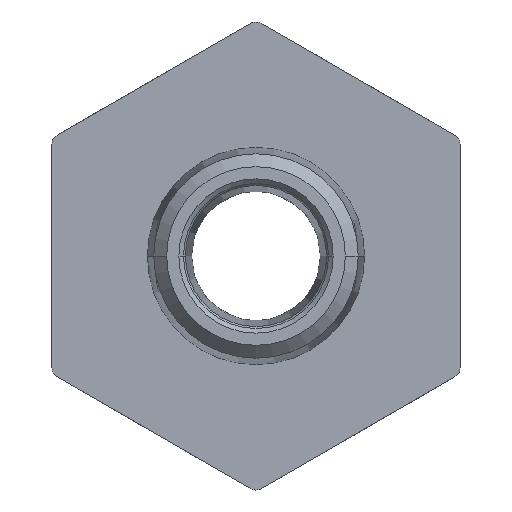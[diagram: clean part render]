
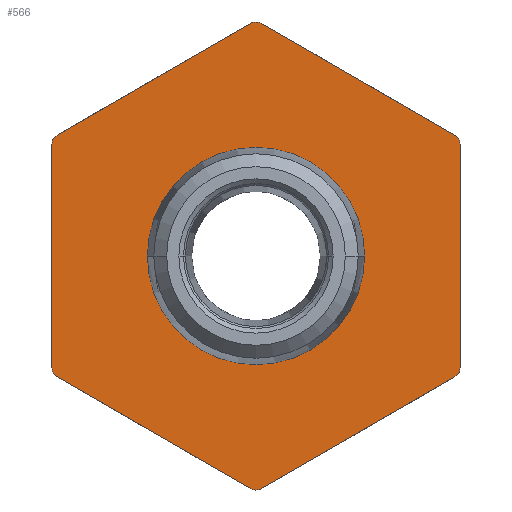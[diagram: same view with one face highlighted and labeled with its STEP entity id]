
A CAD part, front view. The second image highlights one B-rep face of the part: STEP entity #566.
In plain terms, the highlighted planar face has unit normal (0, -1, 0).
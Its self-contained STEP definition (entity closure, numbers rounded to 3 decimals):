
#566=ADVANCED_FACE('',(#1201,#1202),#1203,.F.);
#1201=FACE_OUTER_BOUND('',#2321,.T.);
#1202=FACE_BOUND('',#2322,.T.);
#1203=PLANE('',#2323);
#2321=EDGE_LOOP('',(#4173,#4174,#4175,#4176,#4177,#4178,#4179,#4180,#4181,#4182,#4183,#4184));
#2322=EDGE_LOOP('',(#4185,#4186));
#2323=AXIS2_PLACEMENT_3D('',#4187,#4188,#4189);
#4173=ORIENTED_EDGE('',*,*,#5287,.T.);
#4174=ORIENTED_EDGE('',*,*,#5375,.F.);
#4175=ORIENTED_EDGE('',*,*,#5498,.T.);
#4176=ORIENTED_EDGE('',*,*,#5499,.F.);
#4177=ORIENTED_EDGE('',*,*,#5500,.T.);
#4178=ORIENTED_EDGE('',*,*,#5090,.F.);
#4179=ORIENTED_EDGE('',*,*,#5410,.T.);
#4180=ORIENTED_EDGE('',*,*,#5428,.F.);
#4181=ORIENTED_EDGE('',*,*,#5242,.T.);
#4182=ORIENTED_EDGE('',*,*,#5210,.F.);
#4183=ORIENTED_EDGE('',*,*,#5049,.T.);
#4184=ORIENTED_EDGE('',*,*,#5342,.F.);
#4185=ORIENTED_EDGE('',*,*,#5501,.F.);
#4186=ORIENTED_EDGE('',*,*,#5502,.F.);
#4187=CARTESIAN_POINT('',(0.0,0.0,0.0));
#4188=DIRECTION('',(0.0,1.0,0.0));
#4189=DIRECTION('',(1.0,0.0,-0.0));
#5049=EDGE_CURVE('',#6077,#6075,#6078,.T.);
#5090=EDGE_CURVE('',#6143,#6145,#6146,.T.);
#5210=EDGE_CURVE('',#6077,#6331,#6332,.T.);
#5242=EDGE_CURVE('',#6377,#6331,#6378,.T.);
#5287=EDGE_CURVE('',#6439,#6437,#6440,.T.);
#5342=EDGE_CURVE('',#6439,#6075,#6520,.T.);
#5375=EDGE_CURVE('',#6562,#6437,#6564,.T.);
#5410=EDGE_CURVE('',#6143,#6610,#6612,.T.);
#5428=EDGE_CURVE('',#6377,#6610,#6634,.T.);
#5498=EDGE_CURVE('',#6562,#6718,#6719,.T.);
#5499=EDGE_CURVE('',#6720,#6718,#6721,.T.);
#5500=EDGE_CURVE('',#6720,#6145,#6722,.T.);
#5501=EDGE_CURVE('',#6723,#6724,#6725,.T.);
#5502=EDGE_CURVE('',#6724,#6723,#6726,.T.);
#6075=VERTEX_POINT('',#7700);
#6077=VERTEX_POINT('',#7703);
#6078=CIRCLE('',#7704,0.5);
#6143=VERTEX_POINT('',#7838);
#6145=VERTEX_POINT('',#7841);
#6146=LINE('',#7842,#7843);
#6331=VERTEX_POINT('',#8205);
#6332=LINE('',#8206,#8207);
#6377=VERTEX_POINT('',#8326);
#6378=CIRCLE('',#8327,0.5);
#6437=VERTEX_POINT('',#8436);
#6439=VERTEX_POINT('',#8439);
#6440=CIRCLE('',#8440,0.5);
#6520=LINE('',#8556,#8557);
#6562=VERTEX_POINT('',#8613);
#6564=LINE('',#8616,#8617);
#6610=VERTEX_POINT('',#8689);
#6612=CIRCLE('',#8692,0.5);
#6634=LINE('',#8724,#8725);
#6718=VERTEX_POINT('',#8855);
#6719=CIRCLE('',#8856,0.5);
#6720=VERTEX_POINT('',#8857);
#6721=LINE('',#8858,#8859);
#6722=CIRCLE('',#8860,0.5);
#6723=VERTEX_POINT('',#8861);
#6724=VERTEX_POINT('',#8862);
#6725=CIRCLE('',#8863,5.055);
#6726=CIRCLE('',#8864,5.055);
#7700=CARTESIAN_POINT('',(0.25,0.0,-10.825));
#7703=CARTESIAN_POINT('',(-0.25,0.0,-10.825));
#7704=AXIS2_PLACEMENT_3D('',#9360,#9361,#9362);
#7838=CARTESIAN_POINT('',(-9.25,0.0,5.629));
#7841=CARTESIAN_POINT('',(-0.25,0.0,10.825));
#7842=CARTESIAN_POINT('',(-9.25,0.0,5.629));
#7843=VECTOR('',#9402,10.392);
#8205=CARTESIAN_POINT('',(-9.25,0.0,-5.629));
#8206=CARTESIAN_POINT('',(-0.25,0.0,-10.825));
#8207=VECTOR('',#9529,10.392);
#8326=CARTESIAN_POINT('',(-9.5,0.0,-5.196));
#8327=AXIS2_PLACEMENT_3D('',#9555,#9556,#9557);
#8436=CARTESIAN_POINT('',(9.5,0.0,-5.196));
#8439=CARTESIAN_POINT('',(9.25,0.0,-5.629));
#8440=AXIS2_PLACEMENT_3D('',#9594,#9595,#9596);
#8556=CARTESIAN_POINT('',(9.25,0.0,-5.629));
#8557=VECTOR('',#9663,10.392);
#8613=CARTESIAN_POINT('',(9.5,0.0,5.196));
#8616=CARTESIAN_POINT('',(9.5,0.0,5.196));
#8617=VECTOR('',#9697,10.392);
#8689=CARTESIAN_POINT('',(-9.5,0.0,5.196));
#8692=AXIS2_PLACEMENT_3D('',#9725,#9726,#9727);
#8724=CARTESIAN_POINT('',(-9.5,0.0,-5.196));
#8725=VECTOR('',#9738,10.392);
#8855=CARTESIAN_POINT('',(9.25,0.0,5.629));
#8856=AXIS2_PLACEMENT_3D('',#9809,#9810,#9811);
#8857=CARTESIAN_POINT('',(0.25,0.0,10.825));
#8858=CARTESIAN_POINT('',(0.25,0.0,10.825));
#8859=VECTOR('',#9812,10.392);
#8860=AXIS2_PLACEMENT_3D('',#9813,#9814,#9815);
#8861=CARTESIAN_POINT('',(-5.055,0.0,0.0));
#8862=CARTESIAN_POINT('',(5.055,0.0,0.));
#8863=AXIS2_PLACEMENT_3D('',#9816,#9817,#9818);
#8864=AXIS2_PLACEMENT_3D('',#9819,#9820,#9821);
#9360=CARTESIAN_POINT('',(0.0,0.0,-10.392));
#9361=DIRECTION('',(0.0,-1.0,-0.0));
#9362=DIRECTION('',(-0.5,0.0,-0.866));
#9402=DIRECTION('',(0.866,0.0,0.5));
#9529=DIRECTION('',(-0.866,0.0,0.5));
#9555=CARTESIAN_POINT('',(-9.0,0.0,-5.196));
#9556=DIRECTION('',(0.0,-1.0,0.0));
#9557=DIRECTION('',(-1.0,0.0,0.0));
#9594=CARTESIAN_POINT('',(9.0,0.0,-5.196));
#9595=DIRECTION('',(0.0,-1.0,0.0));
#9596=DIRECTION('',(0.5,0.0,-0.866));
#9663=DIRECTION('',(-0.866,0.0,-0.5));
#9697=DIRECTION('',(0.0,0.0,-1.0));
#9725=CARTESIAN_POINT('',(-9.0,0.0,5.196));
#9726=DIRECTION('',(0.0,-1.0,0.0));
#9727=DIRECTION('',(-0.5,0.0,0.866));
#9738=DIRECTION('',(0.0,0.0,1.0));
#9809=CARTESIAN_POINT('',(9.0,0.0,5.196));
#9810=DIRECTION('',(0.0,-1.0,0.0));
#9811=DIRECTION('',(1.0,0.0,0.0));
#9812=DIRECTION('',(0.866,0.0,-0.5));
#9813=CARTESIAN_POINT('',(0.0,0.0,10.392));
#9814=DIRECTION('',(0.0,-1.0,0.0));
#9815=DIRECTION('',(0.5,0.0,0.866));
#9816=CARTESIAN_POINT('',(0.0,0.0,0.0));
#9817=DIRECTION('',(0.0,-1.0,0.0));
#9818=DIRECTION('',(1.0,0.0,0.0));
#9819=CARTESIAN_POINT('',(0.0,0.0,0.0));
#9820=DIRECTION('',(0.0,-1.0,0.0));
#9821=DIRECTION('',(1.0,0.0,0.0));
